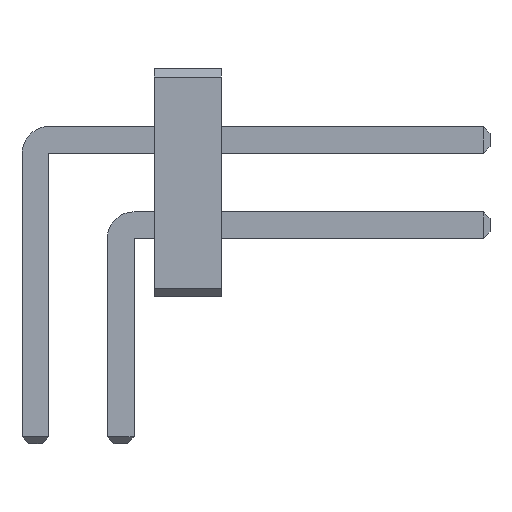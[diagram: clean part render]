
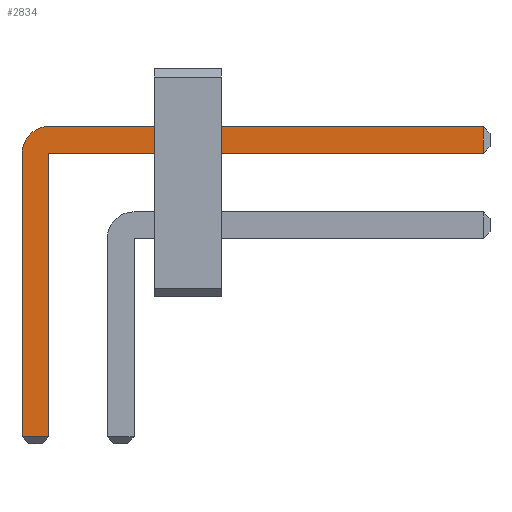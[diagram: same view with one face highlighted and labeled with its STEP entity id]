
A CAD part, front view. The second image highlights one B-rep face of the part: STEP entity #2834.
In plain terms, the highlighted planar face has unit normal (0, -1, 0).
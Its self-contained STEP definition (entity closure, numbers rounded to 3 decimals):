
#13=DIRECTION('',(0.,0.,1.));
#1240=VECTOR('',#13,1.);
#2636=VECTOR('',#2637,1.);
#2637=DIRECTION('',(1.,0.,0.));
#2643=VECTOR('',#2644,1.);
#2644=DIRECTION('',(0.,0.,-1.));
#2651=VECTOR('',#2652,1.);
#2652=DIRECTION('',(-1.,0.,0.));
#2673=DIRECTION('',(-0.,1.,0.));
#2677=DIRECTION('',(0.,1.,0.));
#2678=DIRECTION('',(0.,0.,1.));
#2685=VERTEX_POINT('',#2686);
#2686=CARTESIAN_POINT('',(0.2,-25.6,2.535));
#2688=ORIENTED_EDGE('',*,*,#2689,.T.);
#2689=EDGE_CURVE('',#2685,#2690,#2692,.T.);
#2690=VERTEX_POINT('',#2691);
#2691=CARTESIAN_POINT('',(6.67,-25.6,2.535));
#2692=LINE('',#2693,#2636);
#2693=CARTESIAN_POINT('',(-0.2,-25.6,2.535));
#2730=EDGE_CURVE('',#2731,#2685,#2733,.T.);
#2731=VERTEX_POINT('',#2732);
#2732=CARTESIAN_POINT('',(-0.2,-25.6,2.135));
#2733=CIRCLE('',#2734,0.4);
#2734=AXIS2_PLACEMENT_3D('',#2735,#2673,#2644);
#2735=CARTESIAN_POINT('',(0.2,-25.6,2.135));
#2747=VERTEX_POINT('',#2748);
#2748=CARTESIAN_POINT('',(6.67,-25.6,2.135));
#2750=ORIENTED_EDGE('',*,*,#2751,.T.);
#2751=EDGE_CURVE('',#2747,#2752,#2753,.T.);
#2752=VERTEX_POINT('',#2735);
#2753=LINE('',#2754,#2651);
#2754=CARTESIAN_POINT('',(6.77,-25.6,2.135));
#2766=VERTEX_POINT('',#2767);
#2767=CARTESIAN_POINT('',(-0.2,-25.6,-2.085));
#2769=ORIENTED_EDGE('',*,*,#2770,.T.);
#2770=EDGE_CURVE('',#2766,#2731,#2771,.T.);
#2771=LINE('',#2772,#1240);
#2772=CARTESIAN_POINT('',(-0.2,-25.6,-2.185));
#2780=ORIENTED_EDGE('',*,*,#2781,.T.);
#2781=EDGE_CURVE('',#2752,#2782,#2784,.T.);
#2782=VERTEX_POINT('',#2783);
#2783=CARTESIAN_POINT('',(0.2,-25.6,-2.085));
#2784=LINE('',#2735,#2643);
#2834=ADVANCED_FACE('',(#2835),#2844,.F.);
#2835=FACE_BOUND('',#2836,.F.);
#2836=EDGE_LOOP('',(#2688,#2837,#2750,#2780,#2840,#2769,#2843));
#2837=ORIENTED_EDGE('',*,*,#2838,.T.);
#2838=EDGE_CURVE('',#2690,#2747,#2839,.T.);
#2839=LINE('',#2691,#2643);
#2840=ORIENTED_EDGE('',*,*,#2841,.T.);
#2841=EDGE_CURVE('',#2782,#2766,#2842,.T.);
#2842=LINE('',#2783,#2651);
#2843=ORIENTED_EDGE('',*,*,#2730,.T.);
#2844=PLANE('',#2845);
#2845=AXIS2_PLACEMENT_3D('',#2846,#2677,#2678);
#2846=CARTESIAN_POINT('',(2.071,-25.6,1.389));
